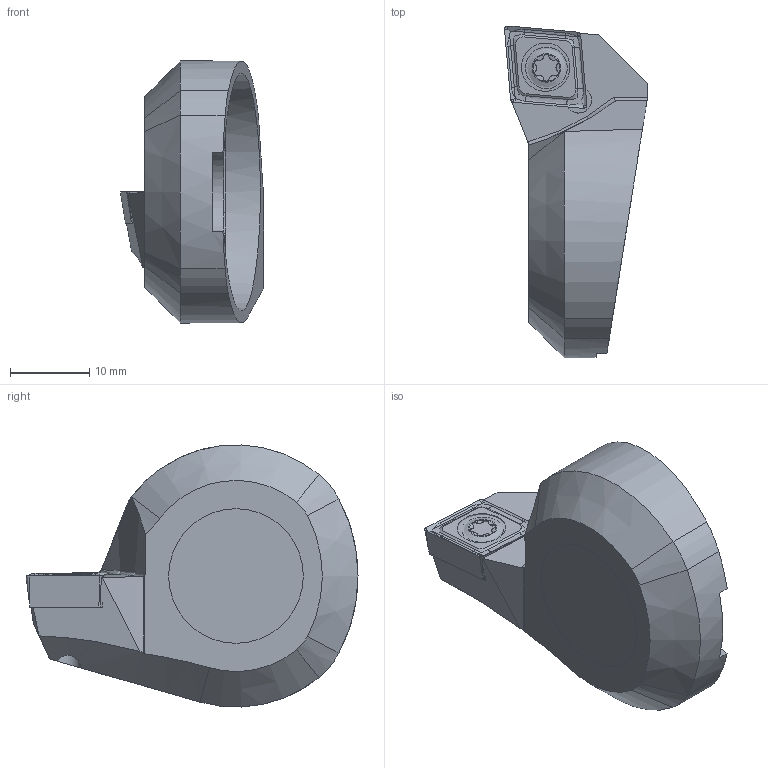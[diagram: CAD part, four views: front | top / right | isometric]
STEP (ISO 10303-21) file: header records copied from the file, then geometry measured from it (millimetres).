
FILE_DESCRIPTION (( 'STEP AP214' ), '1' );
FILE_NAME ('F55.WCB.002.013.STEP', '2020-08-13T13:28:31', ( '' ), ( '' ), 'SwSTEP 2.0', 'SolidWorks 2017', '' );
FILE_SCHEMA (( 'AUTOMOTIVE_DESIGN' ));
Length unit declared in the file: millimetre
Products named in the file (4): F55-WCB.002.013_D_fertigbearbeitet; WCB-ER2.001.009_A; F55.WCB.002.013; CCMT09T304
Assembly tree (3 placements, depth 2):
  F55.WCB.002.013
    F55-WCB.002.013_D_fertigbearbeitet
    CCMT09T304
    WCB-ER2.001.009_A
Bounding box: 18.05 x 41.9 x 33.07 mm (x, y, z)
Volume: 8191.2 mm3; surface area: 5039.7 mm2
Topology: 5 solids, 5 shells, 128 faces, 328 edges, 202 vertices
Faces by surface type: plane 50, cylinder 31, cone 29, bspline 12, torus 5, sphere 1
Full cylindrical faces by diameter (mm): 3.3 x2, 4 x1, 4.4 x1, 5.25 x1, 6.1 x1, 11 x1, 17 x2
Entity records: 4187 total; most frequent: CARTESIAN_POINT 1230, ORIENTED_EDGE 598, DIRECTION 526, EDGE_CURVE 299, VERTEX_POINT 197, AXIS2_PLACEMENT_3D 195, EDGE_LOOP 150, FACE_OUTER_BOUND 141
